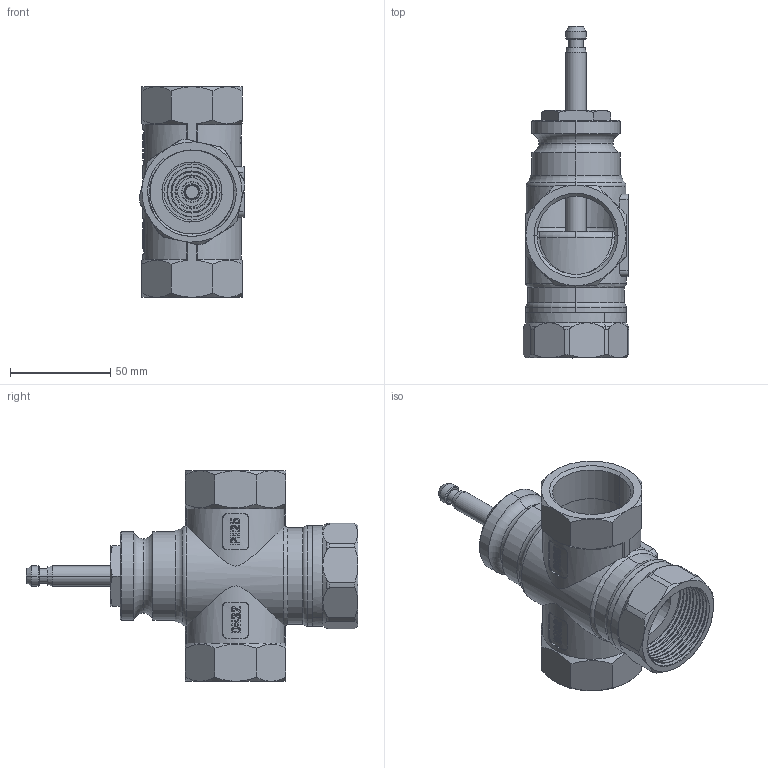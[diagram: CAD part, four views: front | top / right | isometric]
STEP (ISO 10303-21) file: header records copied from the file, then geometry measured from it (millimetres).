
FILE_DESCRIPTION((''),'2;1');
FILE_NAME('VRB-3R-065Z0218R-DN32_SW0001','2023-04-18T14:07:29',('phili'),(''),'CREO PARAMETRIC BY PTC INC, 2019010','CREO PARAMETRIC BY PTC INC, 2019010','');
FILE_SCHEMA(('CONFIG_CONTROL_DESIGN'));
Length unit declared in the file: millimetre
Products named in the file (1): VRB-3R-065Z0218R-DN32_SW0001
Bounding box: 52.63 x 165.5 x 105 mm (x, y, z)
Surface area: 65377.9 mm2 (no closed solid volume)
Topology: 0 solids, 20 shells, 374 faces, 1467 edges, 1123 vertices
Faces by surface type: cylinder 151, plane 84, cone 64, bspline 40, torus 35
Entity records: 27292 total; most frequent: CARTESIAN_POINT 16305, ORIENTED_EDGE 2357, DIRECTION 1852, EDGE_CURVE 1465, VERTEX_POINT 1123, AXIS2_PLACEMENT_3D 751, B_SPLINE_CURVE_WITH_KNOTS 698, CIRCLE 417
